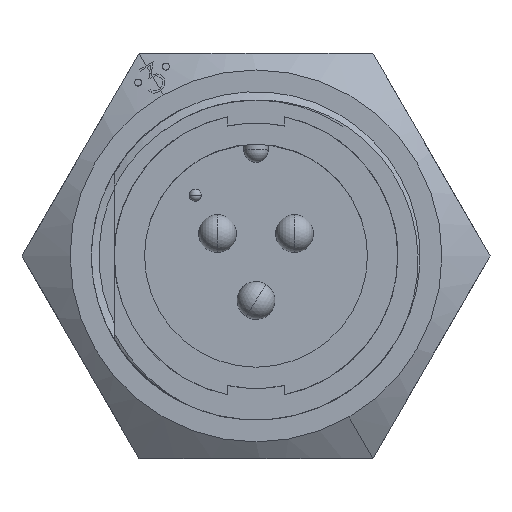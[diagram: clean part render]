
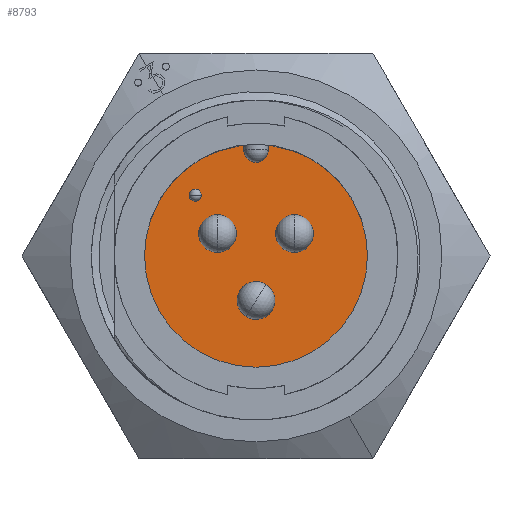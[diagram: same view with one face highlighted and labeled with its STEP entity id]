
A CAD part, top view. The second image highlights one B-rep face of the part: STEP entity #8793.
In plain terms, the highlighted planar face has unit normal (0, 0, 1).
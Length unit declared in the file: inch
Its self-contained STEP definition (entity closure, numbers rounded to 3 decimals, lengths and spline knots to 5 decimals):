
#75 = CARTESIAN_POINT ( 'NONE',  ( -0.135, 0.15, 0.345 ) ) ;
#235 = AXIS2_PLACEMENT_3D ( 'NONE', #3322, #14401, #4940 ) ;
#403 = EDGE_CURVE ( 'NONE', #11585, #17521, #2902, .T. ) ;
#989 = CARTESIAN_POINT ( 'NONE',  ( 0.275, 0., 0.345 ) ) ;
#1017 = AXIS2_PLACEMENT_3D ( 'NONE', #13377, #3897, #14976 ) ;
#1244 = VERTEX_POINT ( 'NONE', #16828 ) ;
#1614 = CARTESIAN_POINT ( 'NONE',  ( 0.095, 0.055, 0.345 ) ) ;
#1665 = CARTESIAN_POINT ( 'NONE',  ( 0., 0., 0.345 ) ) ;
#2136 = EDGE_CURVE ( 'NONE', #3484, #3502, #8384, .T. ) ;
#2229 = EDGE_CURVE ( 'NONE', #5100, #19146, #12036, .T. ) ;
#2248 = DIRECTION ( 'NONE',  ( 0., 0., 1. ) ) ;
#2655 = CARTESIAN_POINT ( 'NONE',  ( -0.1415, 0.055, 0.345 ) ) ;
#2703 = EDGE_CURVE ( 'NONE', #19004, #11085, #9098, .T. ) ;
#2902 = CIRCLE ( 'NONE', #6976, 0.275 ) ;
#2931 = DIRECTION ( 'NONE',  ( 0., 1., 0. ) ) ;
#2939 = DIRECTION ( 'NONE',  ( 0., 0., 1. ) ) ;
#3196 = DIRECTION ( 'NONE',  ( 1., 0., 0. ) ) ;
#3246 = DIRECTION ( 'NONE',  ( 1., 0., 0. ) ) ;
#3322 = CARTESIAN_POINT ( 'NONE',  ( -0.15, 0.15, 0.345 ) ) ;
#3484 = VERTEX_POINT ( 'NONE', #15690 ) ;
#3489 = CARTESIAN_POINT ( 'NONE',  ( -0.15, 0.15, 0.345 ) ) ;
#3502 = VERTEX_POINT ( 'NONE', #14037 ) ;
#3610 = CARTESIAN_POINT ( 'NONE',  ( -0.095, 0.055, 0.345 ) ) ;
#3897 = DIRECTION ( 'NONE',  ( 0., 0., 1. ) ) ;
#4146 = FACE_BOUND ( 'NONE', #20185, .T. ) ;
#4312 = DIRECTION ( 'NONE',  ( 0., 0., 1. ) ) ;
#4690 = ORIENTED_EDGE ( 'NONE', *, *, #2229, .T. ) ;
#4739 = DIRECTION ( 'NONE',  ( 0., 0., 1. ) ) ;
#4799 = CARTESIAN_POINT ( 'NONE',  ( 0.03, 0.27336, 0.345 ) ) ;
#4940 = DIRECTION ( 'NONE',  ( 1., 0., 0. ) ) ;
#5075 = AXIS2_PLACEMENT_3D ( 'NONE', #3610, #14690, #5244 ) ;
#5100 = VERTEX_POINT ( 'NONE', #989 ) ;
#5107 = DIRECTION ( 'NONE',  ( 1., 0., 0. ) ) ;
#5244 = DIRECTION ( 'NONE',  ( 1., 0., 0. ) ) ;
#5450 = VERTEX_POINT ( 'NONE', #2655 ) ;
#5501 = DIRECTION ( 'NONE',  ( 0., 0., 1. ) ) ;
#5570 = DIRECTION ( 'NONE',  ( 0., 0., 1. ) ) ;
#5658 = EDGE_CURVE ( 'NONE', #19662, #7671, #18651, .T. ) ;
#5667 = ORIENTED_EDGE ( 'NONE', *, *, #12413, .F. ) ;
#5872 = AXIS2_PLACEMENT_3D ( 'NONE', #11712, #2248, #13311 ) ;
#6265 = EDGE_CURVE ( 'NONE', #1244, #7228, #18881, .T. ) ;
#6478 = CARTESIAN_POINT ( 'NONE',  ( 0.03, 0.27336, 0.345 ) ) ;
#6918 = CARTESIAN_POINT ( 'NONE',  ( -0.03, 0.261, 0.345 ) ) ;
#6976 = AXIS2_PLACEMENT_3D ( 'NONE', #1665, #12716, #3246 ) ;
#7110 = CARTESIAN_POINT ( 'NONE',  ( -0.0485, 0.055, 0.345 ) ) ;
#7228 = VERTEX_POINT ( 'NONE', #18314 ) ;
#7671 = VERTEX_POINT ( 'NONE', #14297 ) ;
#7913 = ORIENTED_EDGE ( 'NONE', *, *, #6265, .F. ) ;
#8285 = CIRCLE ( 'NONE', #20236, 0.0465 ) ;
#8384 = CIRCLE ( 'NONE', #12085, 0.0465 ) ;
#8407 = FACE_BOUND ( 'NONE', #10758, .T. ) ;
#8793 = ADVANCED_FACE ( 'NONE', ( #12554, #8407, #12053, #16273, #4146 ), #11780, .T. ) ;
#9098 = CIRCLE ( 'NONE', #13820, 0.03 ) ;
#9313 = CARTESIAN_POINT ( 'NONE',  ( -0.03, 0.261, 0.345 ) ) ;
#9346 = CIRCLE ( 'NONE', #235, 0.015 ) ;
#9473 = DIRECTION ( 'NONE',  ( 0., 0., 1. ) ) ;
#9576 = EDGE_CURVE ( 'NONE', #17521, #5100, #15521, .T. ) ;
#9751 = AXIS2_PLACEMENT_3D ( 'NONE', #3489, #14563, #5107 ) ;
#9792 = ORIENTED_EDGE ( 'NONE', *, *, #20446, .F. ) ;
#9844 = EDGE_CURVE ( 'NONE', #7671, #19662, #9346, .T. ) ;
#10399 = AXIS2_PLACEMENT_3D ( 'NONE', #14940, #5501, #16515 ) ;
#10642 = LINE ( 'NONE', #6918, #14364 ) ;
#10758 = EDGE_LOOP ( 'NONE', ( #5667, #7913 ) ) ;
#11085 = VERTEX_POINT ( 'NONE', #16255 ) ;
#11278 = VERTEX_POINT ( 'NONE', #7110 ) ;
#11585 = VERTEX_POINT ( 'NONE', #17254 ) ;
#11712 = CARTESIAN_POINT ( 'NONE',  ( -0.095, 0.055, 0.345 ) ) ;
#11780 = PLANE ( 'NONE',  #1017 ) ;
#12036 = CIRCLE ( 'NONE', #14219, 0.275 ) ;
#12053 = FACE_BOUND ( 'NONE', #15120, .T. ) ;
#12085 = AXIS2_PLACEMENT_3D ( 'NONE', #12411, #2939, #14018 ) ;
#12214 = ORIENTED_EDGE ( 'NONE', *, *, #2703, .F. ) ;
#12411 = CARTESIAN_POINT ( 'NONE',  ( 0.095, 0.055, 0.345 ) ) ;
#12413 = EDGE_CURVE ( 'NONE', #7228, #1244, #20374, .T. ) ;
#12554 = FACE_OUTER_BOUND ( 'NONE', #14981, .T. ) ;
#12671 = DIRECTION ( 'NONE',  ( 0., 0., 1. ) ) ;
#12716 = DIRECTION ( 'NONE',  ( 0., 0., 1. ) ) ;
#13311 = DIRECTION ( 'NONE',  ( 1., 0., 0. ) ) ;
#13353 = ORIENTED_EDGE ( 'NONE', *, *, #14986, .F. ) ;
#13377 = CARTESIAN_POINT ( 'NONE',  ( 0., 0., 0.345 ) ) ;
#13650 = ORIENTED_EDGE ( 'NONE', *, *, #9844, .F. ) ;
#13784 = CARTESIAN_POINT ( 'NONE',  ( 0., 0.261, 0.345 ) ) ;
#13820 = AXIS2_PLACEMENT_3D ( 'NONE', #13784, #4312, #15382 ) ;
#14018 = DIRECTION ( 'NONE',  ( 1., 0., 0. ) ) ;
#14037 = CARTESIAN_POINT ( 'NONE',  ( 0.1415, 0.055, 0.345 ) ) ;
#14213 = CARTESIAN_POINT ( 'NONE',  ( 0., 0., 0.345 ) ) ;
#14219 = AXIS2_PLACEMENT_3D ( 'NONE', #18895, #9473, #20472 ) ;
#14297 = CARTESIAN_POINT ( 'NONE',  ( -0.165, 0.15, 0.345 ) ) ;
#14364 = VECTOR ( 'NONE', #16339, 39.37008 ) ;
#14401 = DIRECTION ( 'NONE',  ( 0., 0., 1. ) ) ;
#14406 = AXIS2_PLACEMENT_3D ( 'NONE', #14213, #4739, #15807 ) ;
#14563 = DIRECTION ( 'NONE',  ( 0., 0., 1. ) ) ;
#14690 = DIRECTION ( 'NONE',  ( 0., 0., 1. ) ) ;
#14940 = CARTESIAN_POINT ( 'NONE',  ( 0., -0.11, 0.345 ) ) ;
#14976 = DIRECTION ( 'NONE',  ( 1., 0., 0. ) ) ;
#14981 = EDGE_LOOP ( 'NONE', ( #15222, #12214, #9792, #19485, #15993, #4690 ) ) ;
#14986 = EDGE_CURVE ( 'NONE', #5450, #11278, #16408, .T. ) ;
#15020 = CARTESIAN_POINT ( 'NONE',  ( 0., -0.11, 0.345 ) ) ;
#15120 = EDGE_LOOP ( 'NONE', ( #20280, #13353 ) ) ;
#15204 = ORIENTED_EDGE ( 'NONE', *, *, #5658, .F. ) ;
#15222 = ORIENTED_EDGE ( 'NONE', *, *, #19737, .F. ) ;
#15320 = EDGE_LOOP ( 'NONE', ( #15552, #18645 ) ) ;
#15382 = DIRECTION ( 'NONE',  ( 1., 0., 0. ) ) ;
#15408 = EDGE_CURVE ( 'NONE', #3502, #3484, #8285, .T. ) ;
#15521 = CIRCLE ( 'NONE', #14406, 0.275 ) ;
#15552 = ORIENTED_EDGE ( 'NONE', *, *, #15408, .F. ) ;
#15556 = EDGE_CURVE ( 'NONE', #11278, #5450, #15655, .T. ) ;
#15655 = CIRCLE ( 'NONE', #5075, 0.0465 ) ;
#15690 = CARTESIAN_POINT ( 'NONE',  ( 0.0485, 0.055, 0.345 ) ) ;
#15807 = DIRECTION ( 'NONE',  ( 1., 0., 0. ) ) ;
#15993 = ORIENTED_EDGE ( 'NONE', *, *, #9576, .T. ) ;
#16255 = CARTESIAN_POINT ( 'NONE',  ( 0.03, 0.261, 0.345 ) ) ;
#16273 = FACE_BOUND ( 'NONE', #15320, .T. ) ;
#16339 = DIRECTION ( 'NONE',  ( 0., -1., 0. ) ) ;
#16408 = CIRCLE ( 'NONE', #5872, 0.0465 ) ;
#16515 = DIRECTION ( 'NONE',  ( 1., 0., 0. ) ) ;
#16583 = VECTOR ( 'NONE', #2931, 39.37008 ) ;
#16590 = DIRECTION ( 'NONE',  ( 1., 0., 0. ) ) ;
#16828 = CARTESIAN_POINT ( 'NONE',  ( -0.03988, -0.08609, 0.345 ) ) ;
#16923 = AXIS2_PLACEMENT_3D ( 'NONE', #15020, #5570, #16590 ) ;
#17254 = CARTESIAN_POINT ( 'NONE',  ( -0.03, 0.27336, 0.345 ) ) ;
#17521 = VERTEX_POINT ( 'NONE', #19028 ) ;
#18314 = CARTESIAN_POINT ( 'NONE',  ( 0.03988, -0.13391, 0.345 ) ) ;
#18645 = ORIENTED_EDGE ( 'NONE', *, *, #2136, .F. ) ;
#18651 = CIRCLE ( 'NONE', #9751, 0.015 ) ;
#18881 = CIRCLE ( 'NONE', #10399, 0.0465 ) ;
#18895 = CARTESIAN_POINT ( 'NONE',  ( 0., 0., 0.345 ) ) ;
#19004 = VERTEX_POINT ( 'NONE', #9313 ) ;
#19028 = CARTESIAN_POINT ( 'NONE',  ( -0.275, 0., 0.345 ) ) ;
#19146 = VERTEX_POINT ( 'NONE', #4799 ) ;
#19286 = LINE ( 'NONE', #6478, #16583 ) ;
#19485 = ORIENTED_EDGE ( 'NONE', *, *, #403, .T. ) ;
#19662 = VERTEX_POINT ( 'NONE', #75 ) ;
#19737 = EDGE_CURVE ( 'NONE', #11085, #19146, #19286, .T. ) ;
#20185 = EDGE_LOOP ( 'NONE', ( #13650, #15204 ) ) ;
#20236 = AXIS2_PLACEMENT_3D ( 'NONE', #1614, #12671, #3196 ) ;
#20280 = ORIENTED_EDGE ( 'NONE', *, *, #15556, .F. ) ;
#20374 = CIRCLE ( 'NONE', #16923, 0.0465 ) ;
#20446 = EDGE_CURVE ( 'NONE', #11585, #19004, #10642, .T. ) ;
#20472 = DIRECTION ( 'NONE',  ( 1., 0., 0. ) ) ;
